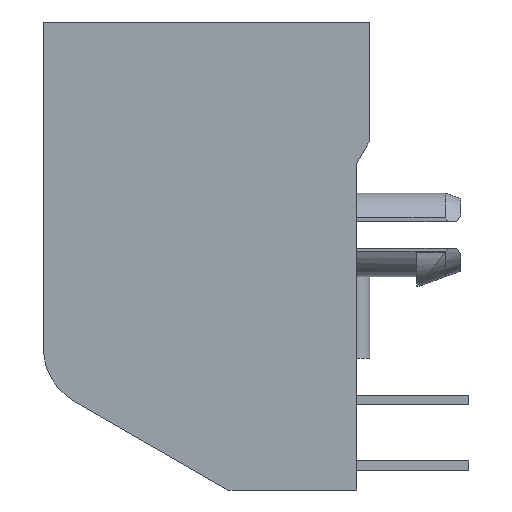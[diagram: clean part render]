
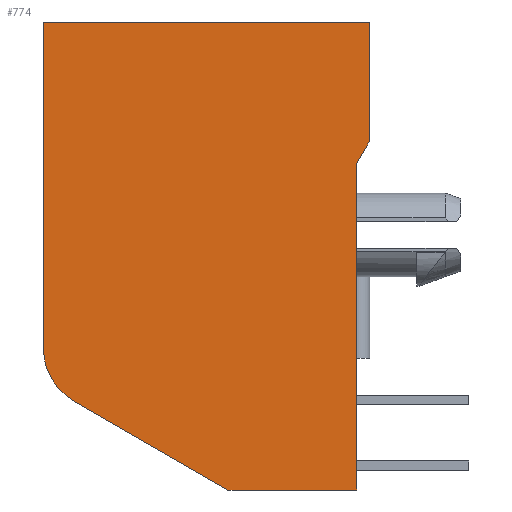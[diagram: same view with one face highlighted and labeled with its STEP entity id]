
A CAD part, left-side view. The second image highlights one B-rep face of the part: STEP entity #774.
In plain terms, the highlighted planar face has unit normal (-1, 0, 0).
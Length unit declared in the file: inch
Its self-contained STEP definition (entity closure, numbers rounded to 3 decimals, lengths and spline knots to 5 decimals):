
#33 = VECTOR ( 'NONE', #4081, 39.37008 ) ;
#109 = CARTESIAN_POINT ( 'NONE',  ( -0.2615, 0.2475, 0. ) ) ;
#142 = EDGE_CURVE ( 'NONE', #2567, #2937, #1364, .T. ) ;
#186 = LINE ( 'NONE', #859, #2395 ) ;
#198 = VECTOR ( 'NONE', #3276, 39.37008 ) ;
#282 = AXIS2_PLACEMENT_3D ( 'NONE', #4601, #2221, #5010 ) ;
#338 = CARTESIAN_POINT ( 'NONE',  ( -0.2615, -0.0325, -0.71 ) ) ;
#412 = LINE ( 'NONE', #487, #4502 ) ;
#418 = LINE ( 'NONE', #1761, #3207 ) ;
#487 = CARTESIAN_POINT ( 'NONE',  ( -0.2615, -0.0325, -0.71 ) ) ;
#492 = VERTEX_POINT ( 'NONE', #2104 ) ;
#618 = EDGE_CURVE ( 'NONE', #492, #1582, #4269, .T. ) ;
#762 = VERTEX_POINT ( 'NONE', #2297 ) ;
#774 = ADVANCED_FACE ( 'NONE', ( #4711 ), #3498, .F. ) ;
#850 = DIRECTION ( 'NONE',  ( 0., 0., -1. ) ) ;
#859 = CARTESIAN_POINT ( 'NONE',  ( -0.2615, -0.26372, -0.15226 ) ) ;
#1019 = VERTEX_POINT ( 'NONE', #109 ) ;
#1116 = DIRECTION ( 'NONE',  ( 1., 0., 0. ) ) ;
#1271 = DIRECTION ( 'NONE',  ( 0., -0.866, -0.5 ) ) ;
#1293 = CARTESIAN_POINT ( 'NONE',  ( -0.2615, -0.2275, -0.215 ) ) ;
#1364 = LINE ( 'NONE', #4226, #198 ) ;
#1582 = VERTEX_POINT ( 'NONE', #4328 ) ;
#1672 = ORIENTED_EDGE ( 'NONE', *, *, #618, .T. ) ;
#1680 = EDGE_CURVE ( 'NONE', #1019, #492, #2328, .T. ) ;
#1753 = ORIENTED_EDGE ( 'NONE', *, *, #2358, .T. ) ;
#1761 = CARTESIAN_POINT ( 'NONE',  ( -0.2615, 0.2475, 0. ) ) ;
#1834 = CARTESIAN_POINT ( 'NONE',  ( -0.2615, -0.2475, 0. ) ) ;
#1893 = EDGE_CURVE ( 'NONE', #2005, #1019, #418, .T. ) ;
#2005 = VERTEX_POINT ( 'NONE', #1834 ) ;
#2050 = ORIENTED_EDGE ( 'NONE', *, *, #142, .T. ) ;
#2104 = CARTESIAN_POINT ( 'NONE',  ( -0.2615, 0.2475, -0.49523 ) ) ;
#2108 = CARTESIAN_POINT ( 'NONE',  ( -0.2615, -0.2275, -0.71 ) ) ;
#2221 = DIRECTION ( 'NONE',  ( -1., 0., 0. ) ) ;
#2286 = EDGE_CURVE ( 'NONE', #1582, #3925, #412, .T. ) ;
#2297 = CARTESIAN_POINT ( 'NONE',  ( -0.2615, -0.2475, -0.18036 ) ) ;
#2328 = LINE ( 'NONE', #3598, #3278 ) ;
#2358 = EDGE_CURVE ( 'NONE', #3925, #2567, #4246, .T. ) ;
#2395 = VECTOR ( 'NONE', #2416, 39.37008 ) ;
#2406 = EDGE_LOOP ( 'NONE', ( #3559, #1672, #3146, #1753, #2050, #3413, #3209, #3487 ) ) ;
#2414 = DIRECTION ( 'NONE',  ( 0., 0., 1. ) ) ;
#2416 = DIRECTION ( 'NONE',  ( 0., -0.5, 0.866 ) ) ;
#2567 = VERTEX_POINT ( 'NONE', #3041 ) ;
#2692 = CARTESIAN_POINT ( 'NONE',  ( -0.2615, 0., 0. ) ) ;
#2740 = EDGE_CURVE ( 'NONE', #2937, #762, #186, .T. ) ;
#2896 = VECTOR ( 'NONE', #2414, 39.37008 ) ;
#2937 = VERTEX_POINT ( 'NONE', #1293 ) ;
#3019 = LINE ( 'NONE', #3237, #2896 ) ;
#3041 = CARTESIAN_POINT ( 'NONE',  ( -0.2615, -0.2275, -0.71 ) ) ;
#3146 = ORIENTED_EDGE ( 'NONE', *, *, #2286, .T. ) ;
#3195 = AXIS2_PLACEMENT_3D ( 'NONE', #2692, #1116, #3891 ) ;
#3207 = VECTOR ( 'NONE', #3376, 39.37008 ) ;
#3209 = ORIENTED_EDGE ( 'NONE', *, *, #3460, .T. ) ;
#3237 = CARTESIAN_POINT ( 'NONE',  ( -0.2615, -0.2475, 0. ) ) ;
#3276 = DIRECTION ( 'NONE',  ( 0., 0., 1. ) ) ;
#3278 = VECTOR ( 'NONE', #850, 39.37008 ) ;
#3376 = DIRECTION ( 'NONE',  ( 0., 1., 0. ) ) ;
#3413 = ORIENTED_EDGE ( 'NONE', *, *, #2740, .T. ) ;
#3460 = EDGE_CURVE ( 'NONE', #762, #2005, #3019, .T. ) ;
#3487 = ORIENTED_EDGE ( 'NONE', *, *, #1893, .T. ) ;
#3498 = PLANE ( 'NONE',  #3195 ) ;
#3559 = ORIENTED_EDGE ( 'NONE', *, *, #1680, .T. ) ;
#3598 = CARTESIAN_POINT ( 'NONE',  ( -0.2615, 0.2475, -0.54834 ) ) ;
#3891 = DIRECTION ( 'NONE',  ( 0., 0., -1. ) ) ;
#3925 = VERTEX_POINT ( 'NONE', #338 ) ;
#4081 = DIRECTION ( 'NONE',  ( 0., -1., 0. ) ) ;
#4226 = CARTESIAN_POINT ( 'NONE',  ( -0.2615, -0.2275, -0.215 ) ) ;
#4246 = LINE ( 'NONE', #2108, #33 ) ;
#4269 = CIRCLE ( 'NONE', #282, 0.092 ) ;
#4328 = CARTESIAN_POINT ( 'NONE',  ( -0.2615, 0.2015, -0.5749 ) ) ;
#4502 = VECTOR ( 'NONE', #1271, 39.37008 ) ;
#4601 = CARTESIAN_POINT ( 'NONE',  ( -0.2615, 0.1555, -0.49523 ) ) ;
#4711 = FACE_OUTER_BOUND ( 'NONE', #2406, .T. ) ;
#5010 = DIRECTION ( 'NONE',  ( 0., 0., -1. ) ) ;
